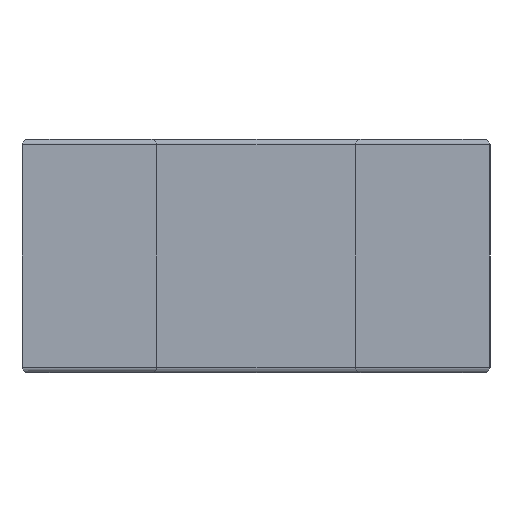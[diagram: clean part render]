
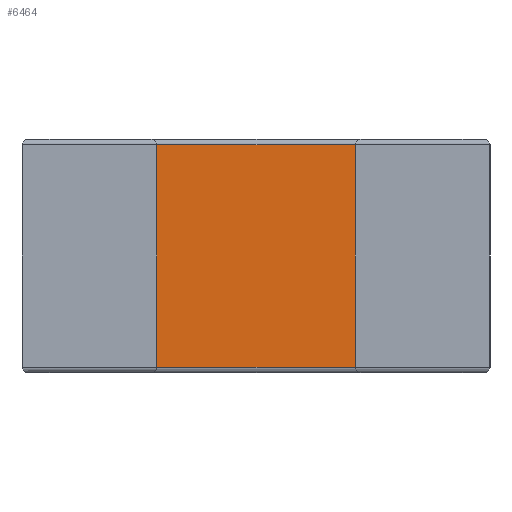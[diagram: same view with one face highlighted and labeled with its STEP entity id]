
A CAD part, left-side view. The second image highlights one B-rep face of the part: STEP entity #6464.
In plain terms, the highlighted planar face has unit normal (-1, 0, 0).
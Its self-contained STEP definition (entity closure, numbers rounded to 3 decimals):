
#688=PLANE('',#6787);
#1064=FACE_OUTER_BOUND('',#1446,.T.);
#1446=EDGE_LOOP('',(#6029,#6030,#6031,#6032));
#1523=LINE('',#8168,#2041);
#1571=LINE('',#8706,#2089);
#1635=LINE('',#8930,#2153);
#1964=LINE('',#12647,#2482);
#2041=VECTOR('',#7027,10.);
#2089=VECTOR('',#7107,10.);
#2153=VECTOR('',#7363,10.);
#2482=VECTOR('',#7924,10.);
#2626=VERTEX_POINT('',#8159);
#2628=VERTEX_POINT('',#8167);
#2742=VERTEX_POINT('',#8705);
#2806=VERTEX_POINT('',#8925);
#3276=EDGE_CURVE('',#2628,#2626,#1523,.T.);
#3401=EDGE_CURVE('',#2626,#2742,#1571,.T.);
#3516=EDGE_CURVE('',#2742,#2806,#1635,.T.);
#4116=EDGE_CURVE('',#2628,#2806,#1964,.T.);
#6029=ORIENTED_EDGE('',*,*,#3276,.F.);
#6030=ORIENTED_EDGE('',*,*,#4116,.T.);
#6031=ORIENTED_EDGE('',*,*,#3516,.F.);
#6032=ORIENTED_EDGE('',*,*,#3401,.F.);
#6464=ADVANCED_FACE('',(#1064),#688,.T.);
#6787=AXIS2_PLACEMENT_3D('',#12648,#7925,#7926);
#7027=DIRECTION('',(0.,1.,0.));
#7107=DIRECTION('',(0.,0.,1.));
#7363=DIRECTION('',(0.,-1.,0.));
#7924=DIRECTION('',(0.,0.,1.));
#7925=DIRECTION('center_axis',(-1.,0.,0.));
#7926=DIRECTION('ref_axis',(0.,-1.,0.));
#8159=CARTESIAN_POINT('',(4.5,14.25,20.25));
#8167=CARTESIAN_POINT('',(4.5,5.75,20.25));
#8168=CARTESIAN_POINT('',(4.5,12.125,20.25));
#8705=CARTESIAN_POINT('',(4.5,14.25,29.75));
#8706=CARTESIAN_POINT('',(4.5,14.25,20.));
#8925=CARTESIAN_POINT('',(4.5,5.75,29.75));
#8930=CARTESIAN_POINT('',(4.5,12.125,29.75));
#12647=CARTESIAN_POINT('',(4.5,5.75,20.));
#12648=CARTESIAN_POINT('Origin',(4.5,14.25,20.));
